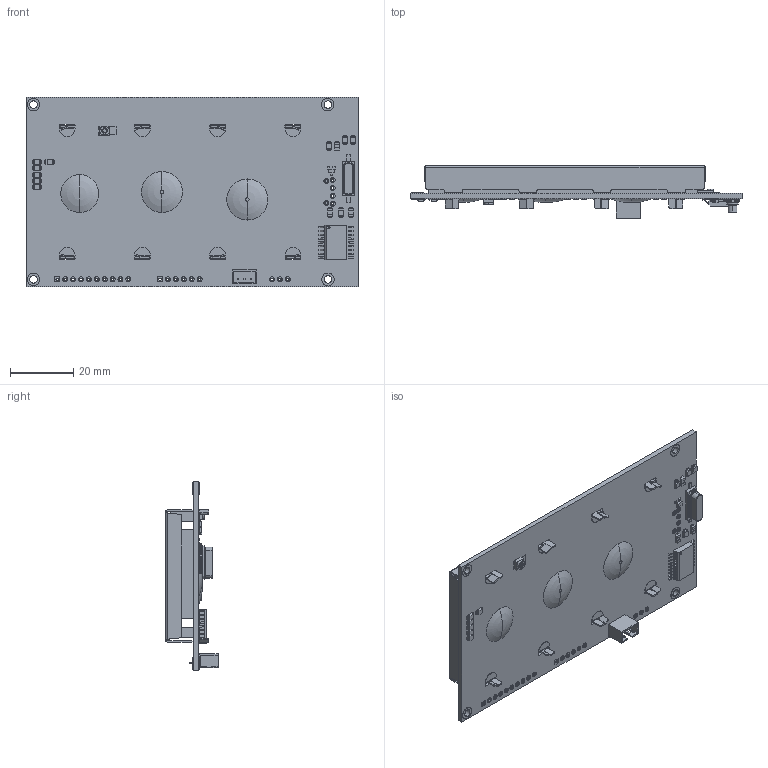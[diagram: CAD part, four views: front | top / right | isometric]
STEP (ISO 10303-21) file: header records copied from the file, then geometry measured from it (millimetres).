
FILE_DESCRIPTION (( 'STEP AP214' ), '1' );
FILE_NAME ('9568.STEP', '2017-06-05T19:11:58', ( '' ), ( '' ), 'SwSTEP 2.0', 'SolidWorks 2016', '' );
FILE_SCHEMA (( 'AUTOMOTIVE_DESIGN' ));
Length unit declared in the file: millimetre
Products named in the file (1): 9568
Bounding box: 105 x 16.52 x 60 mm (x, y, z)
Volume: 32510.8 mm3; surface area: 26445.5 mm2
Topology: 12 solids, 12 shells, 1312 faces, 3468 edges, 2277 vertices
Faces by surface type: plane 957, cylinder 319, torus 33, sphere 2, bspline 1
Entity records: 50947 total; most frequent: CARTESIAN_POINT 7270, ORIENTED_EDGE 6932, DIRECTION 6769, EDGE_CURVE 3466, LINE 2729, VECTOR 2729, VERTEX_POINT 2277, AXIS2_PLACEMENT_3D 2020
